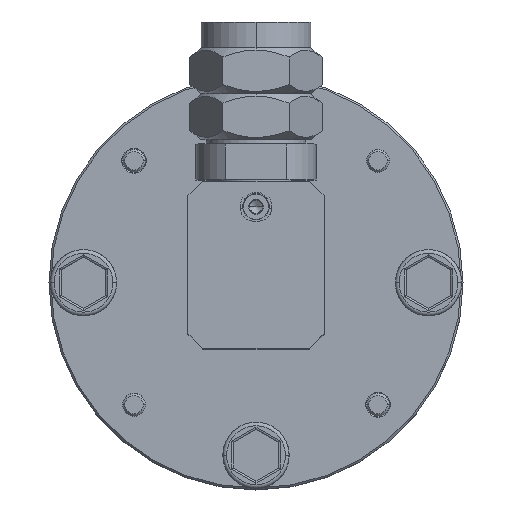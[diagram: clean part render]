
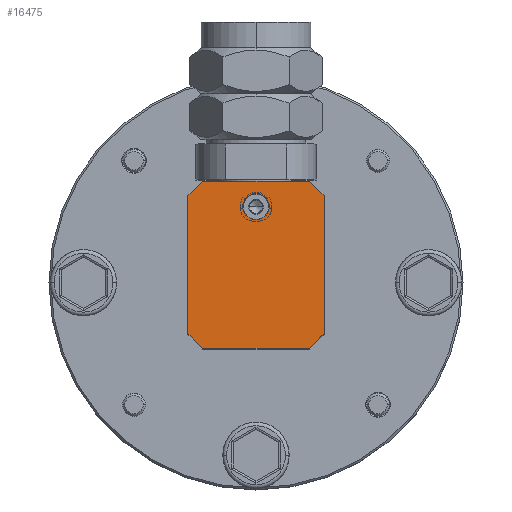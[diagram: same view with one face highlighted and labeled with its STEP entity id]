
A CAD part, top view. The second image highlights one B-rep face of the part: STEP entity #16475.
In plain terms, the highlighted planar face has unit normal (0, 0, 1).
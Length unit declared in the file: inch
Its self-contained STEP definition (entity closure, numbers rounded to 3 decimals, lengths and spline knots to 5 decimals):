
#829 = VECTOR ( 'NONE', #19293, 39.37008 ) ;
#1062 = EDGE_CURVE ( 'NONE', #4136, #10584, #25180, .T. ) ;
#2243 = CARTESIAN_POINT ( 'NONE',  ( 0., 0.205, 1.16 ) ) ;
#2274 = VECTOR ( 'NONE', #19098, 39.37008 ) ;
#2329 = EDGE_CURVE ( 'NONE', #21463, #17520, #21411, .T. ) ;
#2527 = LINE ( 'NONE', #9149, #27802 ) ;
#3224 = CARTESIAN_POINT ( 'NONE',  ( 0.145, -0.18, 1.16 ) ) ;
#3342 = ORIENTED_EDGE ( 'NONE', *, *, #12426, .T. ) ;
#3711 = CARTESIAN_POINT ( 'NONE',  ( -0.185, 0.235, 1.16 ) ) ;
#3750 = VERTEX_POINT ( 'NONE', #22779 ) ;
#4136 = VERTEX_POINT ( 'NONE', #11163 ) ;
#4375 = ORIENTED_EDGE ( 'NONE', *, *, #27853, .T. ) ;
#5091 = CARTESIAN_POINT ( 'NONE',  ( 0.145, 0.275, 1.16 ) ) ;
#5187 = CARTESIAN_POINT ( 'NONE',  ( 0.185, 0.275, 1.16 ) ) ;
#5233 = ORIENTED_EDGE ( 'NONE', *, *, #21926, .T. ) ;
#5391 = EDGE_CURVE ( 'NONE', #10584, #18473, #22016, .T. ) ;
#6465 = CARTESIAN_POINT ( 'NONE',  ( -0.185, 0.275, 1.16 ) ) ;
#7104 = CARTESIAN_POINT ( 'NONE',  ( 0.185, -0.14, 1.16 ) ) ;
#7402 = DIRECTION ( 'NONE',  ( 0., 0., 1. ) ) ;
#7872 = VECTOR ( 'NONE', #22373, 39.37008 ) ;
#8700 = VECTOR ( 'NONE', #23832, 39.37008 ) ;
#9149 = CARTESIAN_POINT ( 'NONE',  ( -0.21, 0.21, 1.16 ) ) ;
#9188 = AXIS2_PLACEMENT_3D ( 'NONE', #12454, #7402, #14684 ) ;
#10089 = DIRECTION ( 'NONE',  ( 0., 1., 0. ) ) ;
#10584 = VERTEX_POINT ( 'NONE', #5091 ) ;
#10723 = DIRECTION ( 'NONE',  ( 0.707, -0.707, 0. ) ) ;
#10850 = ORIENTED_EDGE ( 'NONE', *, *, #24070, .F. ) ;
#11163 = CARTESIAN_POINT ( 'NONE',  ( 0.185, 0.235, 1.16 ) ) ;
#11341 = EDGE_CURVE ( 'NONE', #17520, #4136, #13201, .T. ) ;
#11365 = VERTEX_POINT ( 'NONE', #17219 ) ;
#11922 = CIRCLE ( 'NONE', #9188, 0.035 ) ;
#11925 = EDGE_LOOP ( 'NONE', ( #14258, #10850 ) ) ;
#12075 = CARTESIAN_POINT ( 'NONE',  ( 0.035, 0.205, 1.16 ) ) ;
#12095 = EDGE_LOOP ( 'NONE', ( #3342, #4375, #19933, #27429, #18087, #21390, #26382, #5233 ) ) ;
#12183 = LINE ( 'NONE', #26391, #829 ) ;
#12426 = EDGE_CURVE ( 'NONE', #28814, #11365, #20767, .T. ) ;
#12454 = CARTESIAN_POINT ( 'NONE',  ( 0., 0.205, 1.16 ) ) ;
#12664 = CARTESIAN_POINT ( 'NONE',  ( 0., 0., 1.16 ) ) ;
#13127 = CARTESIAN_POINT ( 'NONE',  ( 0.1625, -0.1625, 1.16 ) ) ;
#13201 = LINE ( 'NONE', #5187, #17552 ) ;
#13542 = CARTESIAN_POINT ( 'NONE',  ( -0.145, 0.275, 1.16 ) ) ;
#14258 = ORIENTED_EDGE ( 'NONE', *, *, #19736, .F. ) ;
#14543 = CARTESIAN_POINT ( 'NONE',  ( 0.21, 0.21, 1.16 ) ) ;
#14684 = DIRECTION ( 'NONE',  ( 1., 0., 0. ) ) ;
#15645 = VERTEX_POINT ( 'NONE', #18792 ) ;
#16475 = ADVANCED_FACE ( 'NONE', ( #27304, #17026 ), #17531, .T. ) ;
#16764 = VECTOR ( 'NONE', #20352, 39.37008 ) ;
#17026 = FACE_OUTER_BOUND ( 'NONE', #12095, .T. ) ;
#17219 = CARTESIAN_POINT ( 'NONE',  ( -0.185, -0.14, 1.16 ) ) ;
#17520 = VERTEX_POINT ( 'NONE', #7104 ) ;
#17531 = PLANE ( 'NONE',  #29057 ) ;
#17552 = VECTOR ( 'NONE', #10089, 39.37008 ) ;
#18087 = ORIENTED_EDGE ( 'NONE', *, *, #11341, .T. ) ;
#18473 = VERTEX_POINT ( 'NONE', #13542 ) ;
#18713 = EDGE_CURVE ( 'NONE', #3750, #21463, #12183, .T. ) ;
#18792 = CARTESIAN_POINT ( 'NONE',  ( -0.035, 0.205, 1.16 ) ) ;
#18797 = CARTESIAN_POINT ( 'NONE',  ( -0.185, 0.275, 1.16 ) ) ;
#19098 = DIRECTION ( 'NONE',  ( -1., 0., 0. ) ) ;
#19293 = DIRECTION ( 'NONE',  ( 1., 0., 0. ) ) ;
#19736 = EDGE_CURVE ( 'NONE', #22051, #15645, #30096, .T. ) ;
#19933 = ORIENTED_EDGE ( 'NONE', *, *, #18713, .T. ) ;
#20352 = DIRECTION ( 'NONE',  ( 0., -1., 0. ) ) ;
#20767 = LINE ( 'NONE', #6465, #16764 ) ;
#21390 = ORIENTED_EDGE ( 'NONE', *, *, #1062, .T. ) ;
#21411 = LINE ( 'NONE', #13127, #7872 ) ;
#21463 = VERTEX_POINT ( 'NONE', #3224 ) ;
#21926 = EDGE_CURVE ( 'NONE', #18473, #28814, #2527, .T. ) ;
#22016 = LINE ( 'NONE', #18797, #2274 ) ;
#22051 = VERTEX_POINT ( 'NONE', #12075 ) ;
#22373 = DIRECTION ( 'NONE',  ( 0.707, 0.707, 0. ) ) ;
#22404 = LINE ( 'NONE', #24754, #27944 ) ;
#22779 = CARTESIAN_POINT ( 'NONE',  ( -0.145, -0.18, 1.16 ) ) ;
#23832 = DIRECTION ( 'NONE',  ( -0.707, 0.707, 0. ) ) ;
#24070 = EDGE_CURVE ( 'NONE', #15645, #22051, #11922, .T. ) ;
#24754 = CARTESIAN_POINT ( 'NONE',  ( -0.1625, -0.1625, 1.16 ) ) ;
#25180 = LINE ( 'NONE', #14543, #8700 ) ;
#25869 = DIRECTION ( 'NONE',  ( 1., 0., 0. ) ) ;
#26382 = ORIENTED_EDGE ( 'NONE', *, *, #5391, .T. ) ;
#26391 = CARTESIAN_POINT ( 'NONE',  ( -0.185, -0.18, 1.16 ) ) ;
#27304 = FACE_BOUND ( 'NONE', #11925, .T. ) ;
#27429 = ORIENTED_EDGE ( 'NONE', *, *, #2329, .T. ) ;
#27786 = DIRECTION ( 'NONE',  ( -0.707, -0.707, 0. ) ) ;
#27802 = VECTOR ( 'NONE', #27786, 39.37008 ) ;
#27853 = EDGE_CURVE ( 'NONE', #11365, #3750, #22404, .T. ) ;
#27944 = VECTOR ( 'NONE', #10723, 39.37008 ) ;
#28342 = DIRECTION ( 'NONE',  ( 0., 0., 1. ) ) ;
#28814 = VERTEX_POINT ( 'NONE', #3711 ) ;
#29045 = DIRECTION ( 'NONE',  ( 0., 1., 0. ) ) ;
#29057 = AXIS2_PLACEMENT_3D ( 'NONE', #12664, #29360, #29045 ) ;
#29360 = DIRECTION ( 'NONE',  ( 0., 0., 1. ) ) ;
#29922 = AXIS2_PLACEMENT_3D ( 'NONE', #2243, #28342, #25869 ) ;
#30096 = CIRCLE ( 'NONE', #29922, 0.035 ) ;
